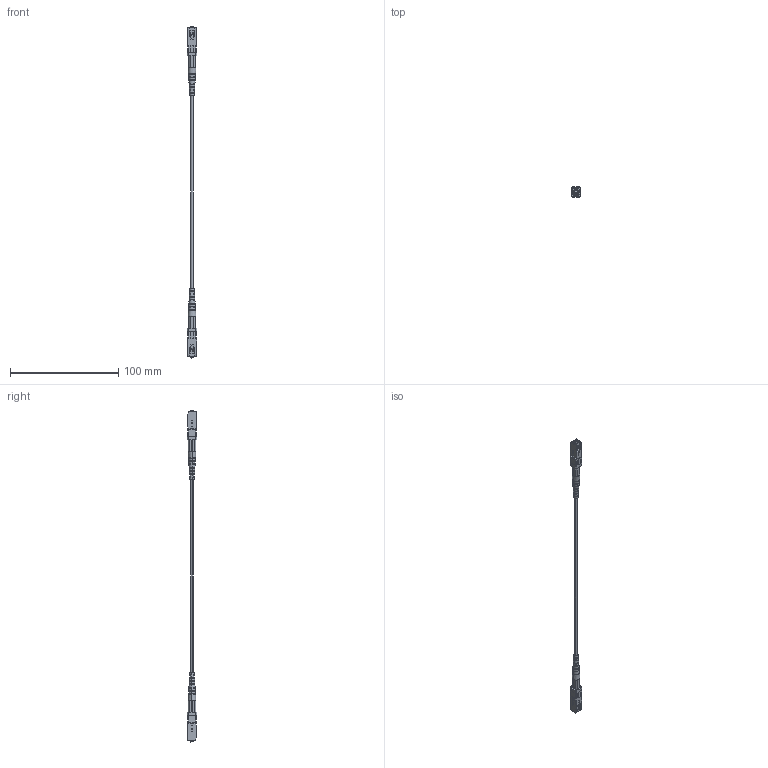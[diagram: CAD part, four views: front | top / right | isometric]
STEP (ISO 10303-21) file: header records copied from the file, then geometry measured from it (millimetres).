
FILE_DESCRIPTION (( 'STEP AP203' ), '1' );
FILE_NAME ('FCA-S2SR-SCASCA_3D.STEP', '2021-10-04T20:09:30', ( '' ), ( '' ), 'SwSTEP 2.0', 'SolidWorks 2021', '' );
FILE_SCHEMA (( 'CONFIG_CONTROL_DESIGN' ));
Length unit declared in the file: inch
Products named in the file (7): CONN-95-200-08-BP3B MA3^1AF04-011_FCA-S2SR-SCASCA; CONN-95-200-08-BP3B MA2^1AF04-011_FCA-S2SR-SCASCA; CONN-95-200-08-BP3B MA4^1AF04-011_FCA-S2SR-SCASCA; FCA-S2SR-SCASCA_3D; Fiber Coax^FCA-S2SR-SCASCA; 1AF04-011-MA1^1AF04-011_FCA-S2SR-SCASCA; 1AF04-011^FCA-S2SR-SCASCA
Assembly tree (7 placements, depth 3):
  FCA-S2SR-SCASCA_3D
    Fiber Coax^FCA-S2SR-SCASCA
    1AF04-011^FCA-S2SR-SCASCA  x2
      CONN-95-200-08-BP3B MA2^1AF04-011_FCA-S2SR-SCASCA
      1AF04-011-MA1^1AF04-011_FCA-S2SR-SCASCA
      CONN-95-200-08-BP3B MA4^1AF04-011_FCA-S2SR-SCASCA
      CONN-95-200-08-BP3B MA3^1AF04-011_FCA-S2SR-SCASCA
Bounding box: 8.89 x 8.89 x 306.16 mm (x, y, z)
Volume: 4006.2 mm3; surface area: 8938.9 mm2
Topology: 9 solids, 9 shells, 548 faces, 1592 edges, 1044 vertices
Faces by surface type: plane 478, cylinder 50, cone 12, bspline 4, torus 4
Entity records: 10242 total; most frequent: CARTESIAN_POINT 2116, ORIENTED_EDGE 1598, DIRECTION 1459, EDGE_CURVE 799, VECTOR 573, LINE 573, VERTEX_POINT 524, AXIS2_PLACEMENT_3D 443
